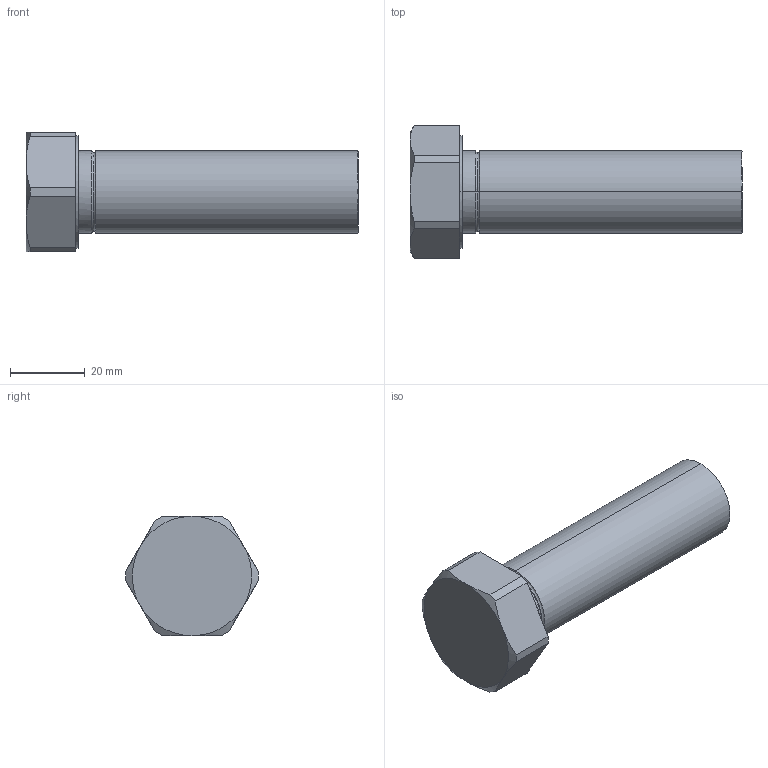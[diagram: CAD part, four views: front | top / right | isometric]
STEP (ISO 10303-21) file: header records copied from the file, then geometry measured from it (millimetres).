
FILE_DESCRIPTION(('STEP'), '1');
FILE_NAME('Wuerth_005722 75_DIN 933 steel 8.8 zinc plated', '2024-09-16T07:52:51', (''), (''), 'Express 3.0.2.2', 'Express Tool', 'Unknown');
FILE_SCHEMA(('AUTOMOTIVE_DESIGN'));
Length unit declared in the file: millimetre
Products named in the file (1): Wuerth_005722 75_DIN 933 steel 8.8 zinc plated
Bounding box: 89 x 35.65 x 32 mm (x, y, z)
Volume: 40727.8 mm3; surface area: 8464.7 mm2
Topology: 1 solids, 1 shells, 32 faces, 72 edges, 44 vertices
Faces by surface type: bspline 32
Entity records: 1583 total; most frequent: CARTESIAN_POINT 905, ORIENTED_EDGE 144, EDGE_CURVE 72, VERTEX_POINT 44, EDGE_LOOP 34, PRESENTATION_STYLE_ASSIGNMENT 33, SURFACE_STYLE_USAGE 33, SURFACE_SIDE_STYLE 33
